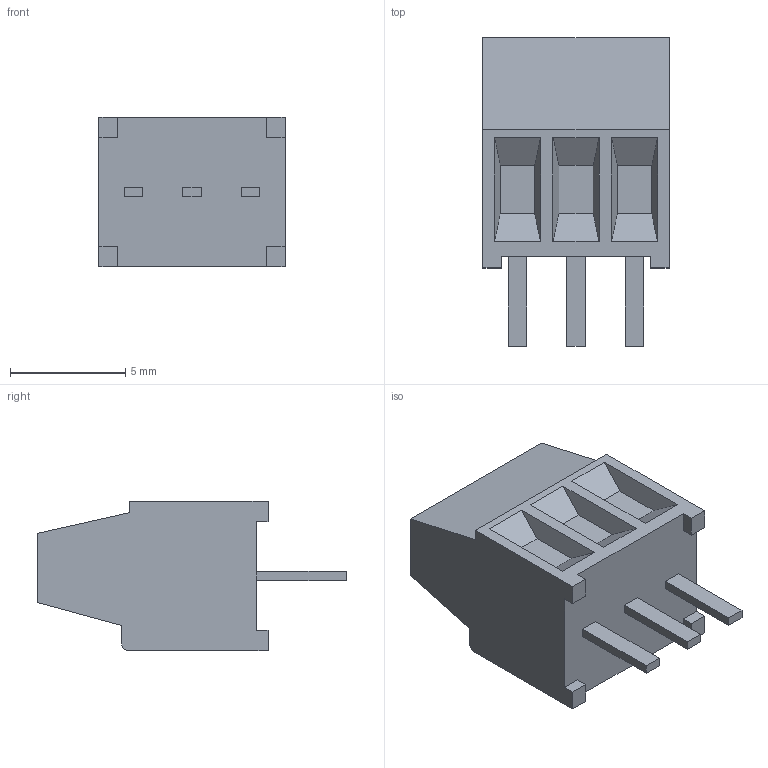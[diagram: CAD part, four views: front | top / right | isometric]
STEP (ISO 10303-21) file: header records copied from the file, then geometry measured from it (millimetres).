
FILE_DESCRIPTION (( 'STEP AP214' ), '1' );
FILE_NAME ('282834-3.STEP', '2023-04-14T01:31:45', ( '' ), ( '' ), 'SwSTEP 2.0', 'SolidWorks 2021', '' );
FILE_SCHEMA (( 'AUTOMOTIVE_DESIGN' ));
Length unit declared in the file: millimetre
Products named in the file (1): 282834-3
Bounding box: 8.08 x 13.4 x 6.5 mm (x, y, z)
Volume: 381.1 mm3; surface area: 501.9 mm2
Topology: 7 solids, 7 shells, 119 faces, 291 edges, 192 vertices
Faces by surface type: plane 103, cylinder 16
Entity records: 3549 total; most frequent: CARTESIAN_POINT 603, ORIENTED_EDGE 582, DIRECTION 575, EDGE_CURVE 291, LINE 247, VECTOR 247, VERTEX_POINT 192, AXIS2_PLACEMENT_3D 164
